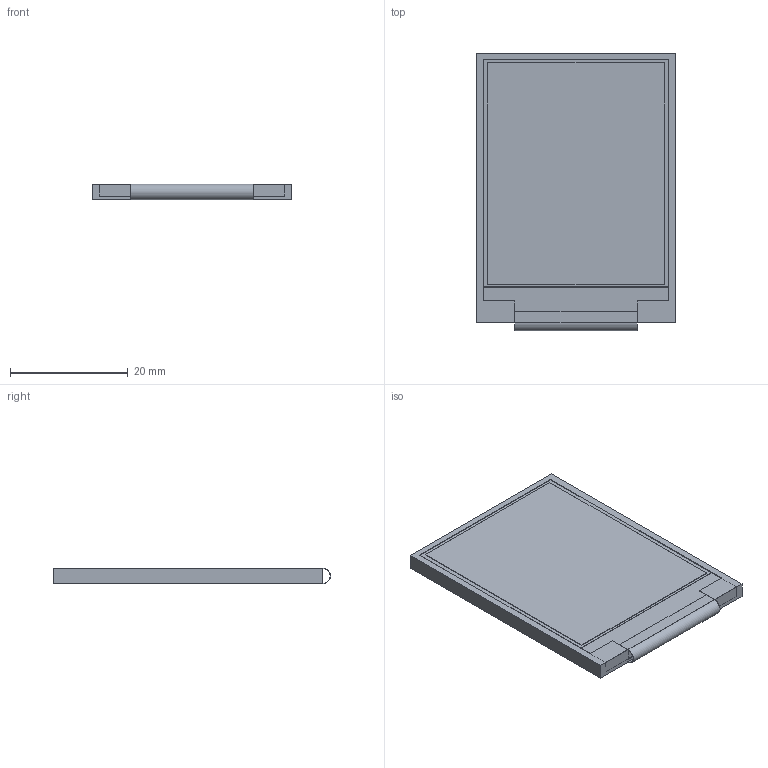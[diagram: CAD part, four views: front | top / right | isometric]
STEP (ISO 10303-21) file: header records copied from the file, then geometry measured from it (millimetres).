
FILE_DESCRIPTION(('FreeCAD Model'),'2;1');
FILE_NAME('Open CASCADE Shape Model','2023-10-10T22:35:03',(''),(''), 'Open CASCADE STEP processor 7.6','FreeCAD','Unknown');
FILE_SCHEMA(('AUTOMOTIVE_DESIGN { 1 0 10303 214 1 1 1 1 }'));
Length unit declared in the file: millimetre
Products named in the file (6): JD_18003_T01; Screen Base; Screen; Border; Blue Thing; Tape
Assembly tree (5 placements, depth 2):
  JD_18003_T01
    Screen Base
    Screen
    Border
    Blue Thing
    Tape
Bounding box: 34 x 47.14 x 2.67 mm (x, y, z)
Volume: 4192 mm3; surface area: 9518.2 mm2
Topology: 5 solids, 5 shells, 40 faces, 90 edges, 60 vertices
Faces by surface type: plane 38, cylinder 2
Entity records: 1246 total; most frequent: CARTESIAN_POINT 196, DIRECTION 186, ORIENTED_EDGE 180, EDGE_CURVE 90, LINE 86, VECTOR 86, VERTEX_POINT 60, AXIS2_PLACEMENT_3D 50
